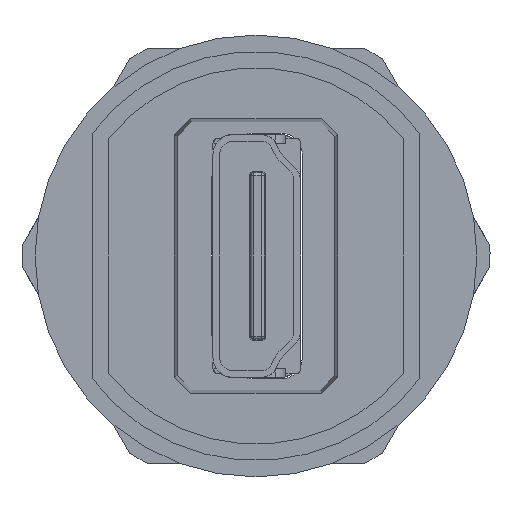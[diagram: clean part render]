
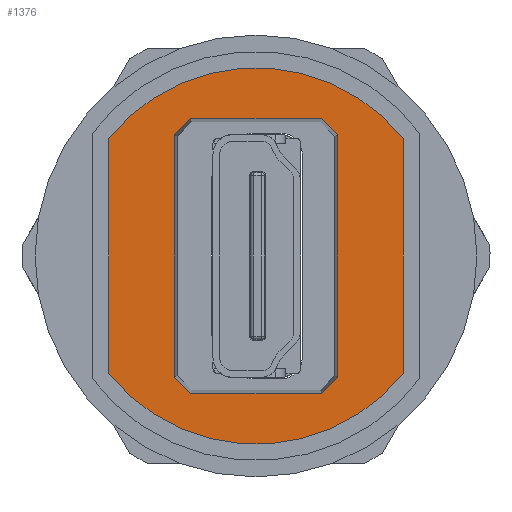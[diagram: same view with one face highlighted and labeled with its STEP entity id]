
A CAD part, left-side view. The second image highlights one B-rep face of the part: STEP entity #1376.
In plain terms, the highlighted planar face has unit normal (-1, 0, 0).
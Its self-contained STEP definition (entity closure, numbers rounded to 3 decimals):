
#1376=ADVANCED_FACE('',(#4891,#4892),#2103,.T.);
#2103=PLANE('',#13220);
#2411=LINE('',#17786,#3465);
#2412=LINE('',#17788,#3466);
#2413=LINE('',#17789,#3467);
#2414=LINE('',#17792,#3468);
#2415=LINE('',#17794,#3469);
#2416=LINE('',#17796,#3470);
#2417=LINE('',#17798,#3471);
#2418=LINE('',#17800,#3472);
#2419=LINE('',#17802,#3473);
#2420=LINE('',#17804,#3474);
#3465=VECTOR('',#14410,1.);
#3466=VECTOR('',#14413,1.);
#3467=VECTOR('',#14414,1.);
#3468=VECTOR('',#14415,1.);
#3469=VECTOR('',#14416,1.);
#3470=VECTOR('',#14417,1.);
#3471=VECTOR('',#14418,1.);
#3472=VECTOR('',#14419,1.);
#3473=VECTOR('',#14420,1.);
#3474=VECTOR('',#14421,1.);
#4891=FACE_BOUND('',#4972,.T.);
#4892=FACE_BOUND('',#4973,.T.);
#4972=EDGE_LOOP('',(#5796,#5797,#5798,#5799));
#4973=EDGE_LOOP('',(#5800,#5801,#5802,#5803,#5804,#5805,#5806,#5807));
#5796=ORIENTED_EDGE('',*,*,#10879,.T.);
#5797=ORIENTED_EDGE('',*,*,#10872,.F.);
#5798=ORIENTED_EDGE('',*,*,#10878,.T.);
#5799=ORIENTED_EDGE('',*,*,#10876,.F.);
#5800=ORIENTED_EDGE('',*,*,#10880,.F.);
#5801=ORIENTED_EDGE('',*,*,#10881,.F.);
#5802=ORIENTED_EDGE('',*,*,#10882,.F.);
#5803=ORIENTED_EDGE('',*,*,#10883,.F.);
#5804=ORIENTED_EDGE('',*,*,#10884,.F.);
#5805=ORIENTED_EDGE('',*,*,#10885,.F.);
#5806=ORIENTED_EDGE('',*,*,#10886,.F.);
#5807=ORIENTED_EDGE('',*,*,#10887,.F.);
#9640=VERTEX_POINT('',#17775);
#9641=VERTEX_POINT('',#17776);
#9642=VERTEX_POINT('',#17781);
#9643=VERTEX_POINT('',#17783);
#9644=VERTEX_POINT('',#17790);
#9645=VERTEX_POINT('',#17791);
#9646=VERTEX_POINT('',#17793);
#9647=VERTEX_POINT('',#17795);
#9648=VERTEX_POINT('',#17797);
#9649=VERTEX_POINT('',#17799);
#9650=VERTEX_POINT('',#17801);
#9651=VERTEX_POINT('',#17803);
#10872=EDGE_CURVE('',#9640,#9641,#12796,.T.);
#10876=EDGE_CURVE('',#9642,#9643,#12797,.T.);
#10878=EDGE_CURVE('',#9640,#9643,#2411,.T.);
#10879=EDGE_CURVE('',#9642,#9641,#2412,.T.);
#10880=EDGE_CURVE('',#9644,#9645,#2413,.T.);
#10881=EDGE_CURVE('',#9646,#9644,#2414,.T.);
#10882=EDGE_CURVE('',#9647,#9646,#2415,.T.);
#10883=EDGE_CURVE('',#9648,#9647,#2416,.T.);
#10884=EDGE_CURVE('',#9649,#9648,#2417,.T.);
#10885=EDGE_CURVE('',#9650,#9649,#2418,.T.);
#10886=EDGE_CURVE('',#9651,#9650,#2419,.T.);
#10887=EDGE_CURVE('',#9645,#9651,#2420,.T.);
#12796=CIRCLE('',#13215,11.5);
#12797=CIRCLE('',#13217,11.5);
#13215=AXIS2_PLACEMENT_3D('',#17774,#14398,#14399);
#13217=AXIS2_PLACEMENT_3D('',#17782,#14405,#14406);
#13220=AXIS2_PLACEMENT_3D('',#17805,#14422,#14423);
#14398=DIRECTION('',(1.,0.,0.));
#14399=DIRECTION('',(0.,0.783,0.623));
#14405=DIRECTION('',(1.,0.,0.));
#14406=DIRECTION('',(0.,-0.783,-0.623));
#14410=DIRECTION('',(0.,0.,-1.));
#14413=DIRECTION('',(0.,0.,1.));
#14414=DIRECTION('',(0.,-0.707,-0.707));
#14415=DIRECTION('',(0.,0.,-1.));
#14416=DIRECTION('',(0.,0.707,-0.707));
#14417=DIRECTION('',(0.,1.,0.));
#14418=DIRECTION('',(0.,0.707,0.707));
#14419=DIRECTION('',(0.,0.,1.));
#14420=DIRECTION('',(0.,-0.707,0.707));
#14421=DIRECTION('',(0.,-1.,0.));
#14422=DIRECTION('',(-1.,0.,0.));
#14423=DIRECTION('',(0.,0.,-1.));
#17774=CARTESIAN_POINT('',(-15.8,0.,0.));
#17775=CARTESIAN_POINT('',(-15.8,9.,7.159));
#17776=CARTESIAN_POINT('',(-15.8,-9.,7.159));
#17781=CARTESIAN_POINT('',(-15.8,-9.,-7.159));
#17782=CARTESIAN_POINT('',(-15.8,0.,0.));
#17783=CARTESIAN_POINT('',(-15.8,9.,-7.159));
#17786=CARTESIAN_POINT('',(-15.8,9.,7.159));
#17788=CARTESIAN_POINT('',(-15.8,-9.,-7.159));
#17789=CARTESIAN_POINT('',(-15.8,6.2,-6.2));
#17790=CARTESIAN_POINT('',(-15.8,5.,-7.4));
#17791=CARTESIAN_POINT('',(-15.8,4.,-8.4));
#17792=CARTESIAN_POINT('',(-15.8,5.,0.));
#17793=CARTESIAN_POINT('',(-15.8,5.,7.4));
#17794=CARTESIAN_POINT('',(-15.8,6.2,6.2));
#17795=CARTESIAN_POINT('',(-15.8,4.,8.4));
#17796=CARTESIAN_POINT('',(-15.8,0.,8.4));
#17797=CARTESIAN_POINT('',(-15.8,-4.,8.4));
#17798=CARTESIAN_POINT('',(-15.8,-6.2,6.2));
#17799=CARTESIAN_POINT('',(-15.8,-5.,7.4));
#17800=CARTESIAN_POINT('',(-15.8,-5.,0.));
#17801=CARTESIAN_POINT('',(-15.8,-5.,-7.4));
#17802=CARTESIAN_POINT('',(-15.8,-6.2,-6.2));
#17803=CARTESIAN_POINT('',(-15.8,-4.,-8.4));
#17804=CARTESIAN_POINT('',(-15.8,0.,-8.4));
#17805=CARTESIAN_POINT('',(-15.8,0.,0.));
